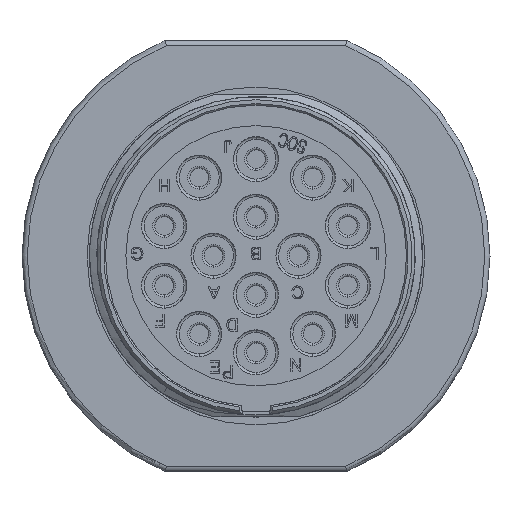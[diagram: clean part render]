
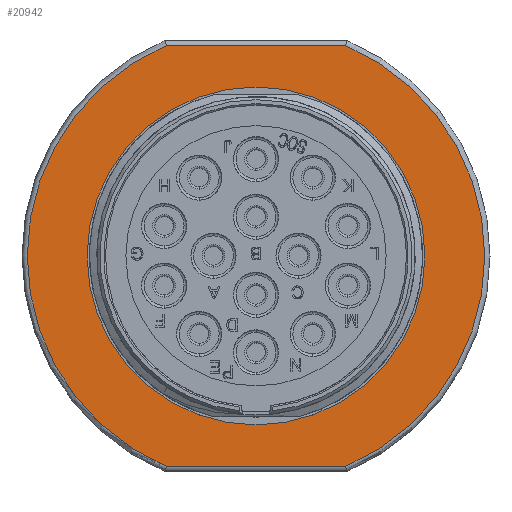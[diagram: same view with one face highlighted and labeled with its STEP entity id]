
A CAD part, top view. The second image highlights one B-rep face of the part: STEP entity #20942.
In plain terms, the highlighted planar face has unit normal (0, 0, 1).
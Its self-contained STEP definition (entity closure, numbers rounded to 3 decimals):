
#1735=CARTESIAN_POINT('',(0.,0.,15.34));
#1736=DIRECTION('',(0.,0.,-1.));
#1737=DIRECTION('',(-0.393,-0.92,0.));
#1738=AXIS2_PLACEMENT_3D('',#1735,#1736,#1737);
#1740=CARTESIAN_POINT('',(0.,0.,15.34));
#1741=DIRECTION('',(0.,0.,-1.));
#1742=DIRECTION('',(-1.,0.001,0.));
#1743=AXIS2_PLACEMENT_3D('',#1740,#1741,#1742);
#1745=CARTESIAN_POINT('',(0.,0.,15.34));
#1746=DIRECTION('',(0.,0.,-1.));
#1747=DIRECTION('',(0.393,0.92,0.));
#1748=AXIS2_PLACEMENT_3D('',#1745,#1746,#1747);
#1750=CARTESIAN_POINT('',(0.,0.,15.34));
#1751=DIRECTION('',(0.,0.,-1.));
#1752=DIRECTION('',(1.,-0.001,0.));
#1753=AXIS2_PLACEMENT_3D('',#1750,#1751,#1752);
#1755=CARTESIAN_POINT('',(0.,0.,15.34));
#1756=DIRECTION('',(0.,0.,1.));
#1757=DIRECTION('',(-1.,0.,0.));
#1758=AXIS2_PLACEMENT_3D('',#1755,#1756,#1757);
#1760=CARTESIAN_POINT('',(0.,0.,15.34));
#1761=DIRECTION('',(0.,0.,1.));
#1762=DIRECTION('',(1.,0.,0.));
#1763=AXIS2_PLACEMENT_3D('',#1760,#1761,#1762);
#1796=DIRECTION('',(1.,0.,0.));
#1797=VECTOR('',#1796,17.116);
#1798=CARTESIAN_POINT('',(-8.558,-20.05,15.34));
#1799=LINE('',#1798,#1797);
#1836=DIRECTION('',(-1.,0.,0.));
#1837=VECTOR('',#1836,17.116);
#1838=CARTESIAN_POINT('',(8.558,20.05,15.34));
#1839=LINE('',#1838,#1837);
#16801=CARTESIAN_POINT('',(-21.8,0.02,15.34));
#16802=CARTESIAN_POINT('',(-8.558,20.05,15.34));
#16803=VERTEX_POINT('',#16801);
#16804=VERTEX_POINT('',#16802);
#16805=CARTESIAN_POINT('',(-8.558,-20.05,15.34));
#16806=VERTEX_POINT('',#16805);
#16807=CARTESIAN_POINT('',(8.558,20.05,15.34));
#16808=VERTEX_POINT('',#16807);
#16809=CARTESIAN_POINT('',(21.8,-0.02,15.34));
#16810=CARTESIAN_POINT('',(8.558,-20.05,15.34));
#16811=VERTEX_POINT('',#16809);
#16812=VERTEX_POINT('',#16810);
#18642=CARTESIAN_POINT('',(-16.1,0.,15.34));
#18643=CARTESIAN_POINT('',(16.1,0.,15.34));
#18644=VERTEX_POINT('',#18642);
#18645=VERTEX_POINT('',#18643);
#20918=CARTESIAN_POINT('',(0.,0.,15.34));
#20919=DIRECTION('',(0.,0.,-1.));
#20920=DIRECTION('',(0.,-1.,0.));
#20921=AXIS2_PLACEMENT_3D('',#20918,#20919,#20920);
#20922=PLANE('',#20921);
#20924=ORIENTED_EDGE('',*,*,#20923,.T.);
#20926=ORIENTED_EDGE('',*,*,#20925,.T.);
#20928=ORIENTED_EDGE('',*,*,#20927,.F.);
#20930=ORIENTED_EDGE('',*,*,#20929,.T.);
#20932=ORIENTED_EDGE('',*,*,#20931,.T.);
#20934=ORIENTED_EDGE('',*,*,#20933,.F.);
#20935=EDGE_LOOP('',(#20924,#20926,#20928,#20930,#20932,#20934));
#20936=FACE_OUTER_BOUND('',#20935,.F.);
#20937=ORIENTED_EDGE('',*,*,#20908,.T.);
#20939=ORIENTED_EDGE('',*,*,#20938,.T.);
#20940=EDGE_LOOP('',(#20937,#20939));
#20941=FACE_BOUND('',#20940,.F.);
#20942=ADVANCED_FACE('',(#20936,#20941),#20922,.F.);
#1739=CIRCLE('',#1738,21.8);
#1744=CIRCLE('',#1743,21.8);
#1749=CIRCLE('',#1748,21.8);
#1754=CIRCLE('',#1753,21.8);
#1759=CIRCLE('',#1758,16.1);
#1764=CIRCLE('',#1763,16.1);
#20908=EDGE_CURVE('',#18644,#18645,#1759,.T.);
#20923=EDGE_CURVE('',#16806,#16803,#1739,.T.);
#20925=EDGE_CURVE('',#16803,#16804,#1744,.T.);
#20927=EDGE_CURVE('',#16808,#16804,#1839,.T.);
#20929=EDGE_CURVE('',#16808,#16811,#1749,.T.);
#20931=EDGE_CURVE('',#16811,#16812,#1754,.T.);
#20933=EDGE_CURVE('',#16806,#16812,#1799,.T.);
#20938=EDGE_CURVE('',#18645,#18644,#1764,.T.);
